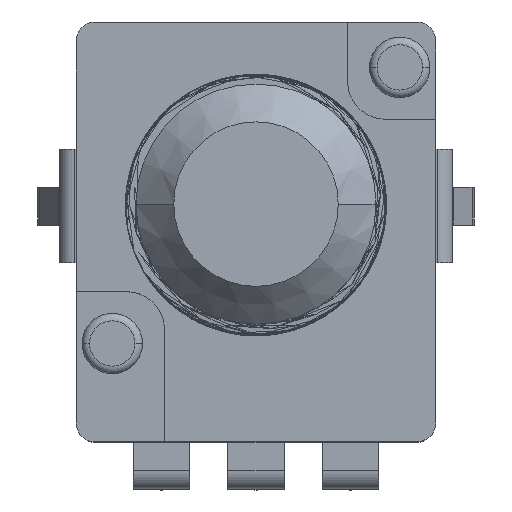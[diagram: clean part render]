
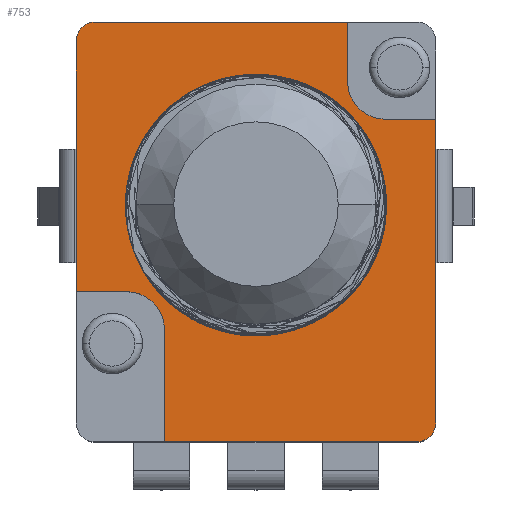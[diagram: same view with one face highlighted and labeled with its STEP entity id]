
A CAD part, top view. The second image highlights one B-rep face of the part: STEP entity #753.
In plain terms, the highlighted planar face has unit normal (0, 0, 1).
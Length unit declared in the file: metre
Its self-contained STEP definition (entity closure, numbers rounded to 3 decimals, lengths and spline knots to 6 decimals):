
#753=ADVANCED_FACE('0:45',(#1548),#1549,.F.);
#1548=FACE_OUTER_BOUND('',#2404,.T.);
#1549=PLANE('',#2405);
#2404=EDGE_LOOP('',(#32614,#32615,#32616,#32617,#32618,#32619,#32620,#32621,#32622,#32623,#32624,#32625));
#2405=AXIS2_PLACEMENT_3D('',#32626,#32627,#32628);
#32614=ORIENTED_EDGE('',*,*,#33849,.F.);
#32615=ORIENTED_EDGE('',*,*,#33846,.F.);
#32616=ORIENTED_EDGE('',*,*,#33842,.F.);
#32617=ORIENTED_EDGE('',*,*,#33854,.F.);
#32618=ORIENTED_EDGE('',*,*,#33817,.F.);
#32619=ORIENTED_EDGE('',*,*,#33865,.F.);
#32620=ORIENTED_EDGE('',*,*,#33866,.T.);
#32621=ORIENTED_EDGE('',*,*,#33867,.F.);
#32622=ORIENTED_EDGE('',*,*,#33868,.F.);
#32623=ORIENTED_EDGE('',*,*,#33869,.F.);
#32624=ORIENTED_EDGE('',*,*,#33800,.T.);
#32625=ORIENTED_EDGE('',*,*,#33852,.F.);
#32626=CARTESIAN_POINT('',(-0.000003,-0.000693,0.010044));
#32627=DIRECTION('',(0.0,0.,-1.0));
#32628=DIRECTION('',(-1.0,0.0,0.0));
#33800=EDGE_CURVE('0:843',#35104,#35109,#35111,.T.);
#33817=EDGE_CURVE('0:840',#35136,#35138,#35139,.T.);
#33842=EDGE_CURVE('0:810',#35171,#35172,#35173,.T.);
#33846=EDGE_CURVE('0:807',#35172,#35177,#35178,.T.);
#33849=EDGE_CURVE('0:804',#35177,#35181,#35182,.T.);
#33852=EDGE_CURVE('0:846',#35181,#35109,#35185,.T.);
#33854=EDGE_CURVE('0:837',#35138,#35171,#35187,.T.);
#33865=EDGE_CURVE('0:744',#35200,#35136,#35201,.T.);
#33866=EDGE_CURVE('0:774',#35200,#35202,#35203,.T.);
#33867=EDGE_CURVE('0:792',#35204,#35202,#35205,.T.);
#33868=EDGE_CURVE('0:798',#35206,#35204,#35207,.T.);
#33869=EDGE_CURVE('0:786',#35104,#35206,#35208,.T.);
#35104=VERTEX_POINT('',#36888);
#35109=VERTEX_POINT('',#36894);
#35111=CIRCLE('',#36897,0.0005);
#35136=VERTEX_POINT('',#36932);
#35138=VERTEX_POINT('',#36935);
#35139=CIRCLE('',#36936,0.0005);
#35171=VERTEX_POINT('',#36981);
#35172=VERTEX_POINT('',#36982);
#35173=LINE('',#36983,#36984);
#35177=VERTEX_POINT('',#36990);
#35178=CIRCLE('',#36991,0.001);
#35181=VERTEX_POINT('',#36995);
#35182=LINE('',#36996,#36997);
#35185=LINE('',#37001,#37002);
#35187=LINE('',#37004,#37005);
#35200=VERTEX_POINT('',#37023);
#35201=LINE('',#37024,#37025);
#35202=VERTEX_POINT('',#37026);
#35203=LINE('',#37027,#37028);
#35204=VERTEX_POINT('',#37029);
#35205=CIRCLE('',#37030,0.001);
#35206=VERTEX_POINT('',#37031);
#35207=LINE('',#37032,#37033);
#35208=LINE('',#37034,#37035);
#36888=CARTESIAN_POINT('',(-0.004253,0.004857,0.010044));
#36894=CARTESIAN_POINT('',(-0.004753,0.004357,0.010044));
#36897=AXIS2_PLACEMENT_3D('',#41035,#41036,#41037);
#36932=CARTESIAN_POINT('',(0.004747,-0.005743,0.010044));
#36935=CARTESIAN_POINT('',(0.004247,-0.006243,0.010044));
#36936=AXIS2_PLACEMENT_3D('',#41052,#41053,#41054);
#36981=CARTESIAN_POINT('',(-0.002423,-0.006243,0.010044));
#36982=CARTESIAN_POINT('',(-0.002423,-0.003273,0.010044));
#36983=CARTESIAN_POINT('',(-0.002423,-0.006243,0.010044));
#36984=VECTOR('',#41080,0.001);
#36990=CARTESIAN_POINT('',(-0.003423,-0.002273,0.010044));
#36991=AXIS2_PLACEMENT_3D('',#41083,#41084,#41085);
#36995=CARTESIAN_POINT('',(-0.004753,-0.002273,0.010044));
#36996=CARTESIAN_POINT('',(-0.003423,-0.002273,0.010044));
#36997=VECTOR('',#41087,0.001);
#37001=CARTESIAN_POINT('',(-0.004753,-0.006243,0.010044));
#37002=VECTOR('',#41089,0.001);
#37004=CARTESIAN_POINT('',(0.004747,-0.006243,0.010044));
#37005=VECTOR('',#41090,0.001);
#37023=CARTESIAN_POINT('',(0.004747,0.002287,0.010044));
#37024=CARTESIAN_POINT('',(0.004747,0.004857,0.010044));
#37025=VECTOR('',#41096,0.001);
#37026=CARTESIAN_POINT('',(0.003417,0.002287,0.010044));
#37027=CARTESIAN_POINT('',(0.004747,0.002287,0.010044));
#37028=VECTOR('',#41097,0.001);
#37029=CARTESIAN_POINT('',(0.002417,0.003287,0.010044));
#37030=AXIS2_PLACEMENT_3D('',#41098,#41099,#41100);
#37031=CARTESIAN_POINT('',(0.002417,0.004857,0.010044));
#37032=CARTESIAN_POINT('',(0.002417,0.004857,0.010044));
#37033=VECTOR('',#41101,0.001);
#37034=CARTESIAN_POINT('',(-0.004753,0.004857,0.010044));
#37035=VECTOR('',#41102,0.001);
#41035=CARTESIAN_POINT('',(-0.004253,0.004357,0.010044));
#41036=DIRECTION('',(0.0,0.,1.0));
#41037=DIRECTION('',(0.0,-1.0,0.));
#41052=CARTESIAN_POINT('',(0.004247,-0.005743,0.010044));
#41053=DIRECTION('',(0.0,0.,-1.0));
#41054=DIRECTION('',(0.0,-1.0,0.));
#41080=DIRECTION('',(0.0,1.0,0.));
#41083=CARTESIAN_POINT('',(-0.003423,-0.003273,0.010044));
#41084=DIRECTION('',(0.0,0.,1.0));
#41085=DIRECTION('',(1.0,0.0,0.0));
#41087=DIRECTION('',(-1.0,0.0,0.0));
#41089=DIRECTION('',(0.0,1.0,0.));
#41090=DIRECTION('',(-1.0,0.0,0.0));
#41096=DIRECTION('',(0.0,-1.0,0.));
#41097=DIRECTION('',(-1.0,0.0,0.0));
#41098=CARTESIAN_POINT('',(0.003417,0.003287,0.010044));
#41099=DIRECTION('',(0.0,0.,1.0));
#41100=DIRECTION('',(1.0,0.0,0.0));
#41101=DIRECTION('',(0.0,-1.0,0.));
#41102=DIRECTION('',(1.0,0.0,0.0));
